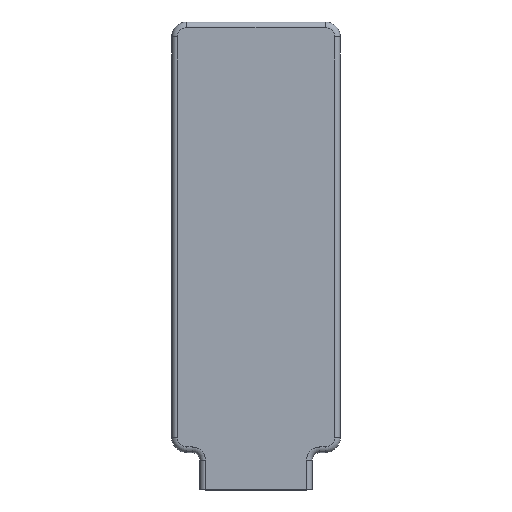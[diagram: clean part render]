
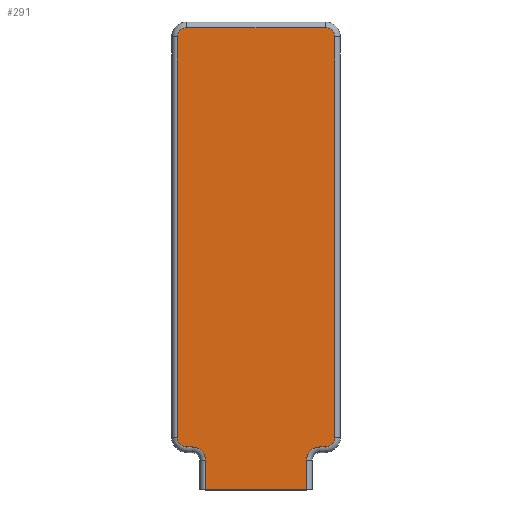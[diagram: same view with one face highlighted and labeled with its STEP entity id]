
A CAD part, top view. The second image highlights one B-rep face of the part: STEP entity #291.
In plain terms, the highlighted planar face has unit normal (0, 0, 1).
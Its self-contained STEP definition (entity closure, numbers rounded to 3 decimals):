
#44=FACE_OUTER_BOUND('',#60,.T.);
#60=EDGE_LOOP('',(#259,#260,#261,#262,#263,#264,#265,#266,#267,#268,#269,
#270,#271,#272));
#71=CIRCLE('',#329,3.5);
#74=CIRCLE('',#334,2.5);
#77=CIRCLE('',#339,2.5);
#80=CIRCLE('',#344,2.5);
#83=CIRCLE('',#349,2.5);
#86=CIRCLE('',#354,3.5);
#95=LINE('',#494,#111);
#96=LINE('',#497,#112);
#97=LINE('',#506,#113);
#98=LINE('',#514,#114);
#99=LINE('',#522,#115);
#100=LINE('',#530,#116);
#101=LINE('',#538,#117);
#102=LINE('',#544,#118);
#111=VECTOR('',#387,10.);
#112=VECTOR('',#390,10.);
#113=VECTOR('',#403,10.);
#114=VECTOR('',#414,10.);
#115=VECTOR('',#425,10.);
#116=VECTOR('',#436,10.);
#117=VECTOR('',#447,10.);
#118=VECTOR('',#456,10.);
#133=VERTEX_POINT('',#490);
#134=VERTEX_POINT('',#492);
#135=VERTEX_POINT('',#496);
#136=VERTEX_POINT('',#500);
#137=VERTEX_POINT('',#504);
#138=VERTEX_POINT('',#508);
#139=VERTEX_POINT('',#512);
#140=VERTEX_POINT('',#516);
#141=VERTEX_POINT('',#520);
#142=VERTEX_POINT('',#524);
#143=VERTEX_POINT('',#528);
#144=VERTEX_POINT('',#532);
#145=VERTEX_POINT('',#536);
#146=VERTEX_POINT('',#540);
#163=EDGE_CURVE('',#134,#133,#95,.T.);
#164=EDGE_CURVE('',#133,#135,#96,.T.);
#167=EDGE_CURVE('',#135,#136,#71,.T.);
#169=EDGE_CURVE('',#136,#137,#97,.T.);
#171=EDGE_CURVE('',#137,#138,#74,.T.);
#173=EDGE_CURVE('',#138,#139,#98,.T.);
#175=EDGE_CURVE('',#139,#140,#77,.T.);
#177=EDGE_CURVE('',#140,#141,#99,.T.);
#179=EDGE_CURVE('',#141,#142,#80,.T.);
#181=EDGE_CURVE('',#142,#143,#100,.T.);
#183=EDGE_CURVE('',#143,#144,#83,.T.);
#185=EDGE_CURVE('',#144,#145,#101,.T.);
#187=EDGE_CURVE('',#145,#146,#86,.T.);
#188=EDGE_CURVE('',#146,#134,#102,.T.);
#259=ORIENTED_EDGE('',*,*,#164,.F.);
#260=ORIENTED_EDGE('',*,*,#163,.F.);
#261=ORIENTED_EDGE('',*,*,#188,.F.);
#262=ORIENTED_EDGE('',*,*,#187,.F.);
#263=ORIENTED_EDGE('',*,*,#185,.F.);
#264=ORIENTED_EDGE('',*,*,#183,.F.);
#265=ORIENTED_EDGE('',*,*,#181,.F.);
#266=ORIENTED_EDGE('',*,*,#179,.F.);
#267=ORIENTED_EDGE('',*,*,#177,.F.);
#268=ORIENTED_EDGE('',*,*,#175,.F.);
#269=ORIENTED_EDGE('',*,*,#173,.F.);
#270=ORIENTED_EDGE('',*,*,#171,.F.);
#271=ORIENTED_EDGE('',*,*,#169,.F.);
#272=ORIENTED_EDGE('',*,*,#167,.F.);
#275=PLANE('',#356);
#291=ADVANCED_FACE('',(#44),#275,.T.);
#329=AXIS2_PLACEMENT_3D('',#502,#397,#398);
#334=AXIS2_PLACEMENT_3D('',#510,#408,#409);
#339=AXIS2_PLACEMENT_3D('',#518,#419,#420);
#344=AXIS2_PLACEMENT_3D('',#526,#430,#431);
#349=AXIS2_PLACEMENT_3D('',#534,#441,#442);
#354=AXIS2_PLACEMENT_3D('',#542,#452,#453);
#356=AXIS2_PLACEMENT_3D('',#545,#457,#458);
#387=DIRECTION('',(-1.,0.,0.));
#390=DIRECTION('',(0.,1.,0.));
#397=DIRECTION('center_axis',(0.,0.,1.));
#398=DIRECTION('ref_axis',(0.707,0.707,0.));
#403=DIRECTION('',(-1.,0.,0.));
#408=DIRECTION('center_axis',(0.,0.,-1.));
#409=DIRECTION('ref_axis',(-0.707,-0.707,0.));
#414=DIRECTION('',(0.,1.,0.));
#419=DIRECTION('center_axis',(0.,0.,-1.));
#420=DIRECTION('ref_axis',(-0.707,0.707,0.));
#425=DIRECTION('',(1.,0.,0.));
#430=DIRECTION('center_axis',(0.,0.,-1.));
#431=DIRECTION('ref_axis',(0.707,0.707,0.));
#436=DIRECTION('',(0.,-1.,0.));
#441=DIRECTION('center_axis',(0.,0.,-1.));
#442=DIRECTION('ref_axis',(0.707,-0.707,0.));
#447=DIRECTION('',(-1.,0.,0.));
#452=DIRECTION('center_axis',(0.,0.,1.));
#453=DIRECTION('ref_axis',(-0.707,0.707,0.));
#456=DIRECTION('',(0.,-1.,0.));
#457=DIRECTION('center_axis',(0.,0.,1.));
#458=DIRECTION('ref_axis',(1.,0.,0.));
#490=CARTESIAN_POINT('',(-13.5,-67.5,1.5));
#492=CARTESIAN_POINT('',(13.5,-67.5,1.5));
#494=CARTESIAN_POINT('',(-15.,-67.5,1.5));
#496=CARTESIAN_POINT('',(-13.5,-59.5,1.5));
#497=CARTESIAN_POINT('',(-13.5,-35.941,1.5));
#500=CARTESIAN_POINT('',(-17.,-56.,1.5));
#502=CARTESIAN_POINT('Origin',(-17.,-59.5,1.5));
#504=CARTESIAN_POINT('',(-18.5,-56.,1.5));
#506=CARTESIAN_POINT('',(-8.5,-56.,1.5));
#508=CARTESIAN_POINT('',(-21.,-53.5,1.5));
#510=CARTESIAN_POINT('Origin',(-18.5,-53.5,1.5));
#512=CARTESIAN_POINT('',(-21.,53.5,1.5));
#514=CARTESIAN_POINT('',(-21.,-28.941,1.5));
#516=CARTESIAN_POINT('',(-18.5,56.,1.5));
#518=CARTESIAN_POINT('Origin',(-18.5,53.5,1.5));
#520=CARTESIAN_POINT('',(18.5,56.,1.5));
#522=CARTESIAN_POINT('',(-9.25,56.,1.5));
#524=CARTESIAN_POINT('',(21.,53.5,1.5));
#526=CARTESIAN_POINT('Origin',(18.5,53.5,1.5));
#528=CARTESIAN_POINT('',(21.,-53.5,1.5));
#530=CARTESIAN_POINT('',(21.,24.559,1.5));
#532=CARTESIAN_POINT('',(18.5,-56.,1.5));
#534=CARTESIAN_POINT('Origin',(18.5,-53.5,1.5));
#536=CARTESIAN_POINT('',(17.,-56.,1.5));
#538=CARTESIAN_POINT('',(9.25,-56.,1.5));
#540=CARTESIAN_POINT('',(13.5,-59.5,1.5));
#542=CARTESIAN_POINT('Origin',(17.,-59.5,1.5));
#544=CARTESIAN_POINT('',(13.5,-31.941,1.5));
#545=CARTESIAN_POINT('Origin',(0.,-4.381,
1.5));
